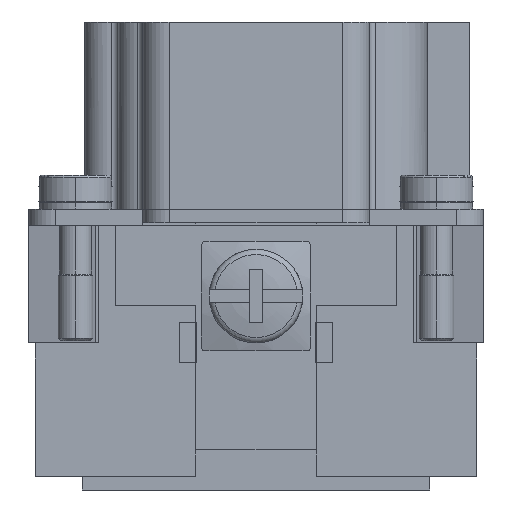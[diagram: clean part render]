
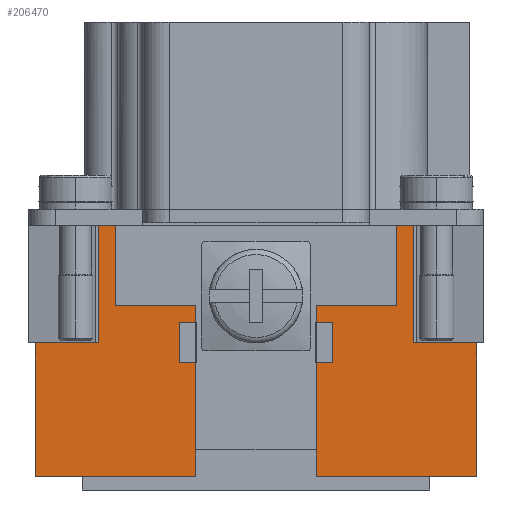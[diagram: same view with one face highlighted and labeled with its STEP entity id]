
A CAD part, left-side view. The second image highlights one B-rep face of the part: STEP entity #206470.
In plain terms, the highlighted planar face has unit normal (-1, 0, 0).
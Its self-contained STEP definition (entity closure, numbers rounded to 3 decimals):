
#3240=CARTESIAN_POINT('',(-14.75,0.,-4.5));
#3250=VERTEX_POINT('',#3240);
#3300=CARTESIAN_POINT('',(-14.75,0.,-6.5));
#3310=DIRECTION('',(1.,0.,0.));
#3320=DIRECTION('',(0.,0.,1.));
#3330=AXIS2_PLACEMENT_3D('',#3300,#3310,#3320);
#3340=CIRCLE('',#3330,2.);
#3350=CARTESIAN_POINT('',(-14.75,0.,-8.5))
;
#3360=VERTEX_POINT('',#3350);
#3370=EDGE_CURVE('',#3250,#3360,#3340,.T.);
#61730=CARTESIAN_POINT('',(-14.75,-16.5,-20.));
#61740=VERTEX_POINT('',#61730);
#61770=CARTESIAN_POINT('',(-14.75,-16.5,-10.));
#61780=DIRECTION('',(0.,0.,-1.));
#61790=VECTOR('',#61780,10.);
#61800=LINE('',#61770,#61790);
#61810=CARTESIAN_POINT('',(-14.75,-16.5,-10.));
#61820=VERTEX_POINT('',#61810);
#61830=EDGE_CURVE('',#61820,#61740,#61800,.T.);
#103840=CARTESIAN_POINT('',(-14.75,-4.5,-18.));
#103850=DIRECTION('',(0.,0.,-1.));
#103860=VECTOR('',#103850,2.);
#103870=LINE('',#103840,#103860);
#103880=CARTESIAN_POINT('',(-14.75,-4.5,-18.));
#103890=VERTEX_POINT('',#103880);
#103900=CARTESIAN_POINT('',(-14.75,-4.5,-20.));
#103910=VERTEX_POINT('',#103900);
#103920=EDGE_CURVE('',#103890,#103910,#103870,.T.);
#104930=CARTESIAN_POINT('',(-14.75,11.75,0.));
#104940=VERTEX_POINT('',#104930);
#104970=CARTESIAN_POINT('',(-14.75,11.75,0.));
#104980=DIRECTION('',(0.,0.,-1.));
#104990=VECTOR('',#104980,10.);
#105000=LINE('',#104970,#104990);
#105010=CARTESIAN_POINT('',(-14.75,11.75,-10.));
#105020=VERTEX_POINT('',#105010);
#105030=EDGE_CURVE('',#104940,#105020,#105000,.T.);
#145910=CARTESIAN_POINT('',(-14.75,16.5,-20.));
#145920=VERTEX_POINT('',#145910);
#145950=CARTESIAN_POINT('',(-14.75,16.5,-20.));
#145960=DIRECTION('',(0.,-1.,0.));
#145970=VECTOR('',#145960,12.);
#145980=LINE('',#145950,#145970);
#145990=CARTESIAN_POINT('',(-14.75,4.5,-20.));
#146000=VERTEX_POINT('',#145990);
#146010=EDGE_CURVE('',#145920,#146000,#145980,.T.);
#146820=CARTESIAN_POINT('',(-14.75,-4.5,-20.));
#146830=DIRECTION('',(0.,-1.,0.));
#146840=VECTOR('',#146830,12.);
#146850=LINE('',#146820,#146840);
#146860=EDGE_CURVE('',#103910,#61740,#146850,.T.);
#159280=CARTESIAN_POINT('',(-14.75,16.5,-10.));
#159290=VERTEX_POINT('',#159280);
#159320=CARTESIAN_POINT('',(-14.75,16.5,-10.));
#159330=DIRECTION('',(0.,0.,-1.));
#159340=VECTOR('',#159330,10.);
#159350=LINE('',#159320,#159340);
#159360=EDGE_CURVE('',#159290,#145920,#159350,.T.);
#176630=CARTESIAN_POINT('',(-14.75,11.75,-10.));
#176640=DIRECTION('',(0.,1.,0.));
#176650=VECTOR('',#176640,4.75);
#176660=LINE('',#176630,#176650);
#176670=EDGE_CURVE('',#105020,#159290,#176660,.T.);
#202750=CARTESIAN_POINT('',(-14.75,-8.139,1.));
#202760=VERTEX_POINT('',#202750);
#202790=CARTESIAN_POINT('',(-14.75,-8.139,1.));
#202800=DIRECTION('',(0.,1.,0.));
#202810=VECTOR('',#202800,16.139);
#202820=LINE('',#202790,#202810);
#202830=CARTESIAN_POINT('',(-14.75,8.,1.));
#202840=VERTEX_POINT('',#202830);
#202850=EDGE_CURVE('',#202760,#202840,#202820,.T.);
#205380=CARTESIAN_POINT('',(-14.75,-8.139,0.));
#205390=VERTEX_POINT('',#205380);
#205420=CARTESIAN_POINT('',(-14.75,-8.139,1.));
#205430=DIRECTION('',(0.,0.,-1.));
#205440=VECTOR('',#205430,1.);
#205450=LINE('',#205420,#205440);
#205460=EDGE_CURVE('',#202760,#205390,#205450,.T.);
#205520=CARTESIAN_POINT('',(-14.75,16.5,0.));
#205530=DIRECTION('',(-1.,0.,0.));
#205540=DIRECTION('',(0.,0.,1.));
#205550=AXIS2_PLACEMENT_3D('',#205520,#205530,#205540);
#205560=PLANE('',#205550);
#205570=CARTESIAN_POINT('',(-14.75,-11.75,-10.));
#205580=DIRECTION('',(0.,0.,1.));
#205590=VECTOR('',#205580,10.);
#205600=LINE('',#205570,#205590);
#205610=CARTESIAN_POINT('',(-14.75,-11.75,-10.));
#205620=VERTEX_POINT('',#205610);
#205630=CARTESIAN_POINT('',(-14.75,-11.75,0.));
#205640=VERTEX_POINT('',#205630);
#205650=EDGE_CURVE('',#205620,#205640,#205600,.T.);
#205660=ORIENTED_EDGE('',*,*,#205650,.T.);
#205670=CARTESIAN_POINT('',(-14.75,-16.5,-10.));
#205680=DIRECTION('',(0.,1.,0.));
#205690=VECTOR('',#205680,4.75);
#205700=LINE('',#205670,#205690);
#205710=EDGE_CURVE('',#61820,#205620,#205700,.T.);
#205720=ORIENTED_EDGE('',*,*,#205710,.T.);
#205730=ORIENTED_EDGE('',*,*,#61830,.F.);
#205740=ORIENTED_EDGE('',*,*,#146860,.T.);
#205750=ORIENTED_EDGE('',*,*,#103920,.T.);
#205760=CARTESIAN_POINT('',(-14.75,-4.5,-16.8));
#205770=DIRECTION('',(0.,0.,-1.));
#205780=VECTOR('',#205770,1.2);
#205790=LINE('',#205760,#205780);
#205800=CARTESIAN_POINT('',(-14.75,-4.5,-16.8));
#205810=VERTEX_POINT('',#205800);
#205820=EDGE_CURVE('',#205810,#103890,#205790,.T.);
#205830=ORIENTED_EDGE('',*,*,#205820,.T.);
#205840=CARTESIAN_POINT('',(-14.75,4.5,-16.8));
#205850=DIRECTION('',(0.,-1.,0.));
#205860=VECTOR('',#205850,9.);
#205870=LINE('',#205840,#205860);
#205880=CARTESIAN_POINT('',(-14.75,4.5,-16.8));
#205890=VERTEX_POINT('',#205880);
#205900=EDGE_CURVE('',#205890,#205810,#205870,.T.);
#205910=ORIENTED_EDGE('',*,*,#205900,.T.);
#205920=CARTESIAN_POINT('',(-14.75,4.5,-18.));
#205930=DIRECTION('',(0.,0.,1.));
#205940=VECTOR('',#205930,1.2);
#205950=LINE('',#205920,#205940);
#205960=CARTESIAN_POINT('',(-14.75,4.5,-18.));
#205970=VERTEX_POINT('',#205960);
#205980=EDGE_CURVE('',#205970,#205890,#205950,.T.);
#205990=ORIENTED_EDGE('',*,*,#205980,.T.);
#206000=CARTESIAN_POINT('',(-14.75,4.5,-20.));
#206010=DIRECTION('',(0.,0.,1.));
#206020=VECTOR('',#206010,2.);
#206030=LINE('',#206000,#206020);
#206040=EDGE_CURVE('',#146000,#205970,#206030,.T.);
#206050=ORIENTED_EDGE('',*,*,#206040,.T.);
#206060=ORIENTED_EDGE('',*,*,#146010,.T.);
#206070=ORIENTED_EDGE('',*,*,#159360,.T.);
#206080=ORIENTED_EDGE('',*,*,#176670,.T.);
#206090=ORIENTED_EDGE('',*,*,#105030,.T.);
#206100=CARTESIAN_POINT('',(-14.75,10.29,0.));
#206110=DIRECTION('',(0.,1.,0.));
#206120=VECTOR('',#206110,1.46);
#206130=LINE('',#206100,#206120);
#206140=CARTESIAN_POINT('',(-14.75,10.29,0.));
#206150=VERTEX_POINT('',#206140);
#206160=EDGE_CURVE('',#206150,#104940,#206130,.T.);
#206170=ORIENTED_EDGE('',*,*,#206160,.T.);
#206180=CARTESIAN_POINT('',(-14.75,8.,0.));
#206190=DIRECTION('',(0.,1.,0.));
#206200=VECTOR('',#206190,2.29);
#206210=LINE('',#206180,#206200);
#206220=CARTESIAN_POINT('',(-14.75,8.,0.));
#206230=VERTEX_POINT('',#206220);
#206240=EDGE_CURVE('',#206230,#206150,#206210,.T.);
#206250=ORIENTED_EDGE('',*,*,#206240,.T.);
#206260=CARTESIAN_POINT('',(-14.75,8.,0.));
#206270=DIRECTION('',(0.,0.,1.));
#206280=VECTOR('',#206270,1.);
#206290=LINE('',#206260,#206280);
#206300=EDGE_CURVE('',#206230,#202840,#206290,.T.);
#206310=ORIENTED_EDGE('',*,*,#206300,.F.);
#206320=ORIENTED_EDGE('',*,*,#202850,.T.);
#206330=ORIENTED_EDGE('',*,*,#205460,.F.);
#206340=CARTESIAN_POINT('',(-14.75,-11.75,0.));
#206350=DIRECTION('',(0.,1.,0.));
#206360=VECTOR('',#206350,3.611);
#206370=LINE('',#206340,#206360);
#206380=EDGE_CURVE('',#205640,#205390,#206370,.T.);
#206390=ORIENTED_EDGE('',*,*,#206380,.T.);
#206400=EDGE_LOOP('',(#206390,#206330,#206320,#206310,#206250,#206170,
#206090,#206080,#206070,#206060,#206050,#205990,#205910,#205830,#205750,
#205740,#205730,#205720,#205660));
#206410=FACE_OUTER_BOUND('',#206400,.T.);
#206420=ORIENTED_EDGE('',*,*,#3370,.T.);
#206430=EDGE_CURVE('',#3360,#3250,#3340,.T.);
#206440=ORIENTED_EDGE('',*,*,#206430,.T.);
#206450=EDGE_LOOP('',(#206440,#206420));
#206460=FACE_BOUND('',#206450,.T.);
#206470=ADVANCED_FACE('',(#206410,#206460),#205560,.T.);
